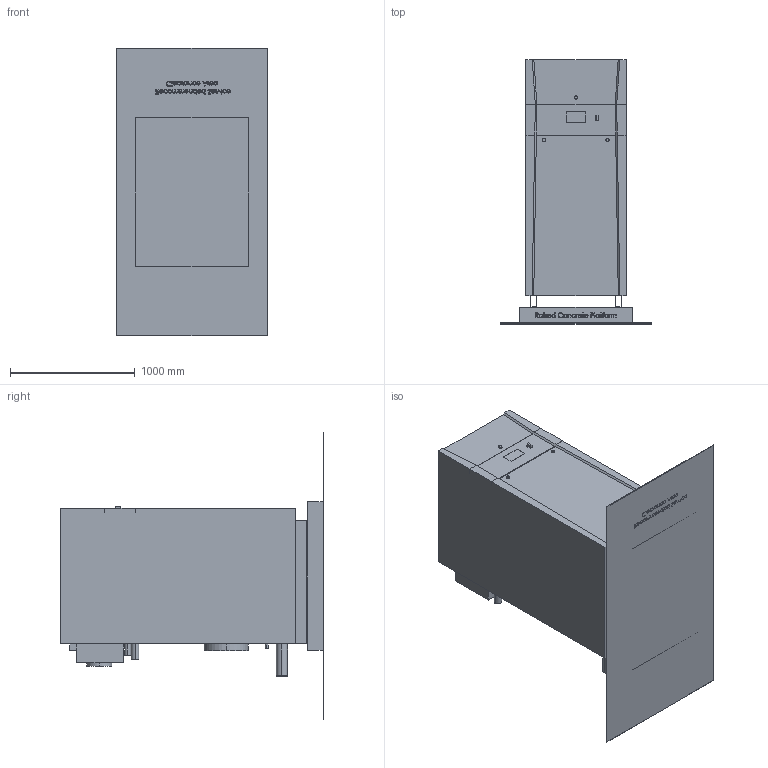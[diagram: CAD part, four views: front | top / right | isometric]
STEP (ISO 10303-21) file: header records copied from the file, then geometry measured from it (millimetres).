
FILE_DESCRIPTION (( 'STEP AP214' ), '1' );
FILE_NAME ('2.0 cat 1 & 3.STEP', '2020-03-04T15:55:31', ( '' ), ( '' ), 'SwSTEP 2.0', 'SolidWorks 2017', '' );
FILE_SCHEMA (( 'AUTOMOTIVE_DESIGN' ));
Length unit declared in the file: inch
Products named in the file (1): 2.0 cat 1 & 3
Bounding box: 1209.55 x 2114.8 x 2306.57 mm (x, y, z)
Volume: 1824507047.8 mm3; surface area: 16388367.3 mm2
Topology: 1 solids, 1 shells, 864 faces, 2294 edges, 1528 vertices
Faces by surface type: plane 450, bspline 394, cylinder 14, cone 6
Entity records: 44962 total; most frequent: CARTESIAN_POINT 26089, ORIENTED_EDGE 4588, DIRECTION 2488, EDGE_CURVE 2294, VERTEX_POINT 1528, LINE 1466, VECTOR 1466, EDGE_LOOP 966
